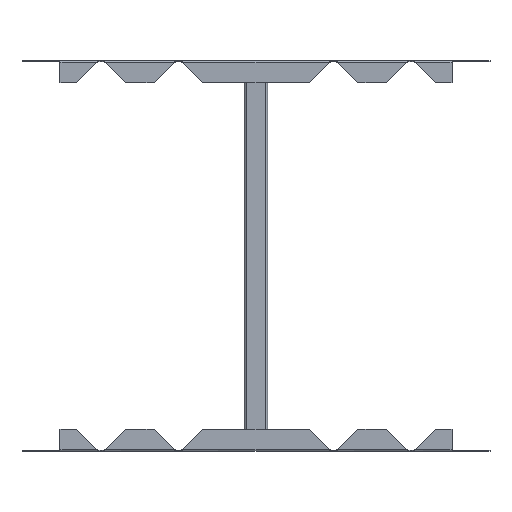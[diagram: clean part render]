
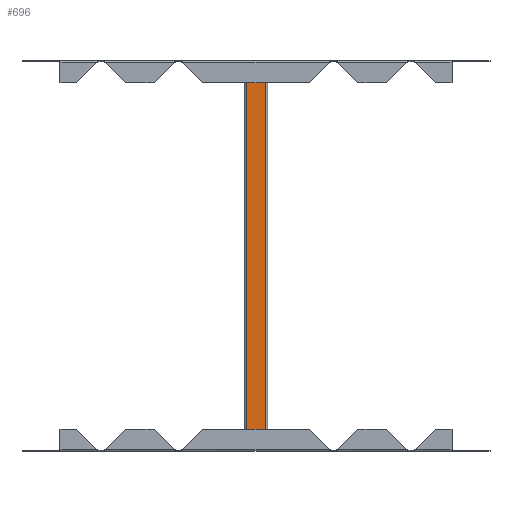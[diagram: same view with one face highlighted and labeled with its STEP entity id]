
A CAD part, front view. The second image highlights one B-rep face of the part: STEP entity #696.
In plain terms, the highlighted planar face has unit normal (0, -1, 0).
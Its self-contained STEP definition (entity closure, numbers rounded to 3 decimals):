
#274 = CARTESIAN_POINT ( 'NONE',  ( -12., 0., -246.5 ) ) ;
#377 = CARTESIAN_POINT ( 'NONE',  ( -12., 0., -246.5 ) ) ;
#661 = ORIENTED_EDGE ( 'NONE', *, *, #3871, .F. ) ;
#696 = ADVANCED_FACE ( 'NONE', ( #1687 ), #3123, .F. ) ;
#755 = CARTESIAN_POINT ( 'NONE',  ( 12., 0., -246.5 ) ) ;
#1078 = CARTESIAN_POINT ( 'NONE',  ( -12., 0., 246.5 ) ) ;
#1195 = CARTESIAN_POINT ( 'NONE',  ( -12., 0., -246.5 ) ) ;
#1560 = DIRECTION ( 'NONE',  ( -1., 0., 0. ) ) ;
#1687 = FACE_OUTER_BOUND ( 'NONE', #3111, .T. ) ;
#1751 = EDGE_CURVE ( 'NONE', #3260, #2766, #5499, .T. ) ;
#1786 = VERTEX_POINT ( 'NONE', #2033 ) ;
#2033 = CARTESIAN_POINT ( 'NONE',  ( -12., 0., 246.5 ) ) ;
#2320 = ORIENTED_EDGE ( 'NONE', *, *, #2338, .T. ) ;
#2338 = EDGE_CURVE ( 'NONE', #5468, #1786, #4856, .T. ) ;
#2605 = DIRECTION ( 'NONE',  ( 0., 0., 1. ) ) ;
#2680 = DIRECTION ( 'NONE',  ( -1., 0., 0. ) ) ;
#2766 = VERTEX_POINT ( 'NONE', #274 ) ;
#3070 = EDGE_CURVE ( 'NONE', #3260, #5468, #3966, .T. ) ;
#3111 = EDGE_LOOP ( 'NONE', ( #2320, #661, #4323, #3696 ) ) ;
#3123 = PLANE ( 'NONE',  #4752 ) ;
#3194 = LINE ( 'NONE', #1195, #3201 ) ;
#3201 = VECTOR ( 'NONE', #4754, 1000. ) ;
#3260 = VERTEX_POINT ( 'NONE', #755 ) ;
#3534 = CARTESIAN_POINT ( 'NONE',  ( 12., 0., -246.5 ) ) ;
#3696 = ORIENTED_EDGE ( 'NONE', *, *, #3070, .T. ) ;
#3871 = EDGE_CURVE ( 'NONE', #2766, #1786, #3194, .T. ) ;
#3966 = LINE ( 'NONE', #3534, #3973 ) ;
#3973 = VECTOR ( 'NONE', #2605, 1000. ) ;
#4205 = DIRECTION ( 'NONE',  ( -1., 0., 0. ) ) ;
#4323 = ORIENTED_EDGE ( 'NONE', *, *, #1751, .F. ) ;
#4490 = CARTESIAN_POINT ( 'NONE',  ( -12., 0., -246.5 ) ) ;
#4752 = AXIS2_PLACEMENT_3D ( 'NONE', #4490, #5383, #2680 ) ;
#4754 = DIRECTION ( 'NONE',  ( 0., 0., 1. ) ) ;
#4856 = LINE ( 'NONE', #1078, #4942 ) ;
#4942 = VECTOR ( 'NONE', #4205, 1000. ) ;
#5383 = DIRECTION ( 'NONE',  ( 0., 1., 0. ) ) ;
#5432 = VECTOR ( 'NONE', #1560, 1000. ) ;
#5455 = CARTESIAN_POINT ( 'NONE',  ( 12., 0., 246.5 ) ) ;
#5468 = VERTEX_POINT ( 'NONE', #5455 ) ;
#5499 = LINE ( 'NONE', #377, #5432 ) ;
